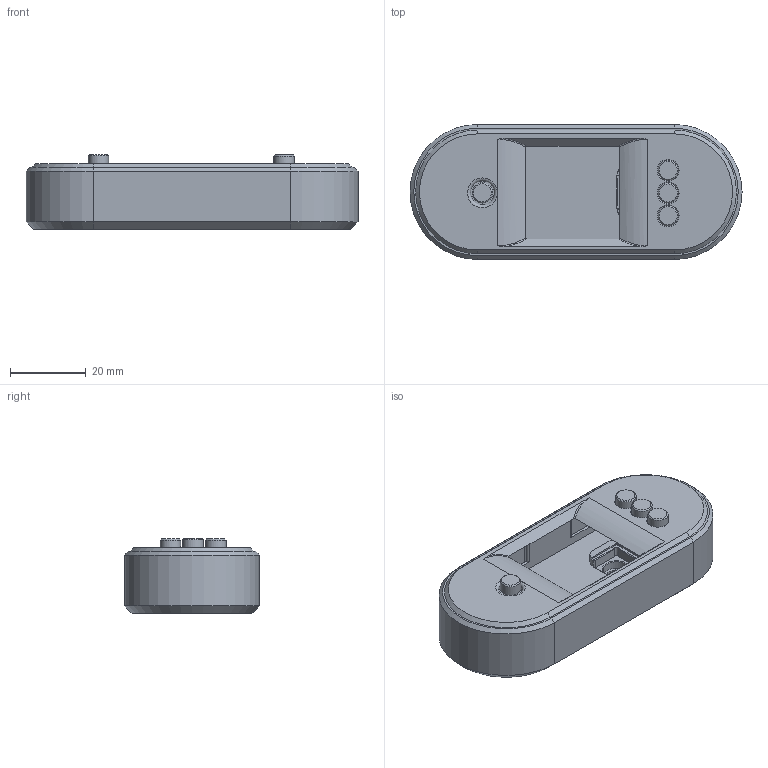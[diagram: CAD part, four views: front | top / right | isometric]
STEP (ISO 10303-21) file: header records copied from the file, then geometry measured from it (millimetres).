
FILE_DESCRIPTION(/* description */ (''),/* implementation_level */ '2;1');
FILE_NAME(/* name */ 'Enclosure ss2.step',/* time_stamp */ '2025-04-10T22:26:47+02:00',/* author */ (''),/* organization */ (''),/* preprocessor_version */ 'ST-DEVELOPER v20.1',/* originating_system */ 'Autodesk Translation Framework v14.4.0.0',/* authorisation */ '');
FILE_SCHEMA (('AUTOMOTIVE_DESIGN { 1 0 10303 214 3 1 1 }'));
Length unit declared in the file: millimetre
Products named in the file (1): Enclosure machining V1
Bounding box: 87.8 x 35.7 x 19.8 mm (x, y, z)
Volume: 22997 mm3; surface area: 16804.9 mm2
Topology: 6 solids, 6 shells, 401 faces, 1091 edges, 717 vertices
Faces by surface type: cylinder 211, plane 154, bspline 15, cone 12, torus 9
Full cylindrical faces by diameter (mm): 2.075 x24, 2.58 x28, 2.75 x4, 4 x1, 4.5 x1, 5.4 x4, 5.5 x1, 6 x8, 6.3 x1, 7 x1, 16.056 x1
Entity records: 37817 total; most frequent: CARTESIAN_POINT 27628, ORIENTED_EDGE 2176, DIRECTION 2074, EDGE_CURVE 1088, AXIS2_PLACEMENT_3D 771, VERTEX_POINT 717, LINE 532, VECTOR 532
